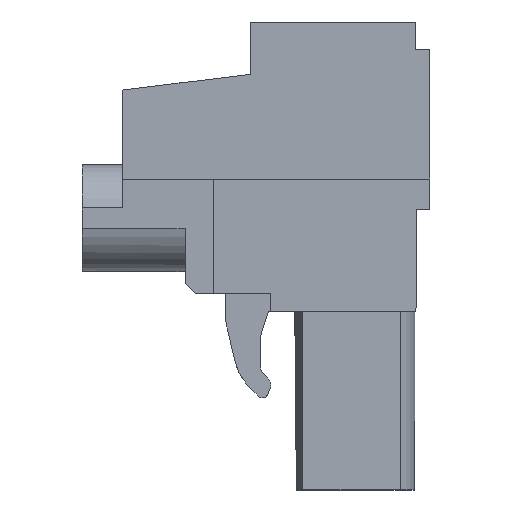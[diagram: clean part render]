
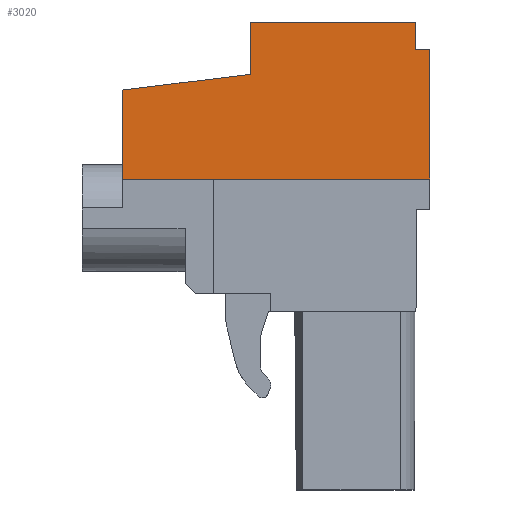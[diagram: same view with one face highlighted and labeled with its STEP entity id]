
A CAD part, left-side view. The second image highlights one B-rep face of the part: STEP entity #3020.
In plain terms, the highlighted planar face has unit normal (-1, 0, 0).
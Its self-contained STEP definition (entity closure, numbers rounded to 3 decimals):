
#2968=AXIS2_PLACEMENT_3D('Plane Axis2P3D',#2965,#2966,#2967) ;
#363=CARTESIAN_POINT('Vertex',(0.,0.,21.9)) ;
#366=CARTESIAN_POINT('Line Origine',(0.,0.,18.675)) ;
#370=CARTESIAN_POINT('Vertex',(0.,0.,15.45)) ;
#2949=CARTESIAN_POINT('Vertex',(0.,0.7,21.9)) ;
#2952=CARTESIAN_POINT('Line Origine',(0.,0.35,21.9)) ;
#2965=CARTESIAN_POINT('Axis2P3D Location',(0.,0.,0.)) ;
#2970=CARTESIAN_POINT('Line Origine',(0.,0.7,22.575)) ;
#2974=CARTESIAN_POINT('Vertex',(0.,0.7,23.25)) ;
#2977=CARTESIAN_POINT('Line Origine',(0.,4.8,23.25)) ;
#2981=CARTESIAN_POINT('Vertex',(0.,8.9,23.25)) ;
#2984=CARTESIAN_POINT('Line Origine',(0.,8.9,21.95)) ;
#2988=CARTESIAN_POINT('Vertex',(0.,8.9,20.65)) ;
#2991=CARTESIAN_POINT('Line Origine',(0.,12.075,20.26)) ;
#2995=CARTESIAN_POINT('Vertex',(0.,15.25,19.87)) ;
#2998=CARTESIAN_POINT('Line Origine',(0.,15.25,17.66)) ;
#3002=CARTESIAN_POINT('Vertex',(0.,15.25,15.45)) ;
#3005=CARTESIAN_POINT('Line Origine',(0.,7.625,15.45)) ;
#367=DIRECTION('Vector Direction',(0.,0.,-1.)) ;
#2953=DIRECTION('Vector Direction',(0.,-1.,0.)) ;
#2966=DIRECTION('Axis2P3D Direction',(-1.,0.,0.)) ;
#2967=DIRECTION('Axis2P3D XDirection',(0.,0.,1.)) ;
#2971=DIRECTION('Vector Direction',(0.,0.,-1.)) ;
#2978=DIRECTION('Vector Direction',(0.,-1.,0.)) ;
#2985=DIRECTION('Vector Direction',(0.,0.,1.)) ;
#2992=DIRECTION('Vector Direction',(0.,-0.993,0.122)) ;
#2999=DIRECTION('Vector Direction',(0.,0.,-1.)) ;
#3006=DIRECTION('Vector Direction',(0.,-1.,0.)) ;
#368=VECTOR('Line Direction',#367,1.) ;
#2954=VECTOR('Line Direction',#2953,1.) ;
#2972=VECTOR('Line Direction',#2971,1.) ;
#2979=VECTOR('Line Direction',#2978,1.) ;
#2986=VECTOR('Line Direction',#2985,1.) ;
#2993=VECTOR('Line Direction',#2992,1.) ;
#3000=VECTOR('Line Direction',#2999,1.) ;
#3007=VECTOR('Line Direction',#3006,1.) ;
#3011=ORIENTED_EDGE('',*,*,#372,.T.) ;
#3012=ORIENTED_EDGE('',*,*,#2956,.T.) ;
#3013=ORIENTED_EDGE('',*,*,#2976,.T.) ;
#3014=ORIENTED_EDGE('',*,*,#2983,.T.) ;
#3015=ORIENTED_EDGE('',*,*,#2990,.T.) ;
#3016=ORIENTED_EDGE('',*,*,#2997,.T.) ;
#3017=ORIENTED_EDGE('',*,*,#3004,.T.) ;
#3018=ORIENTED_EDGE('',*,*,#3009,.F.) ;
#3020=ADVANCED_FACE('HOUSING',(#3019),#2969,.T.) ;
#372=EDGE_CURVE('',#371,#364,#369,.F.) ;
#2956=EDGE_CURVE('',#364,#2950,#2955,.F.) ;
#2976=EDGE_CURVE('',#2950,#2975,#2973,.F.) ;
#2983=EDGE_CURVE('',#2975,#2982,#2980,.F.) ;
#2990=EDGE_CURVE('',#2982,#2989,#2987,.F.) ;
#2997=EDGE_CURVE('',#2989,#2996,#2994,.F.) ;
#3004=EDGE_CURVE('',#2996,#3003,#3001,.T.) ;
#3009=EDGE_CURVE('',#371,#3003,#3008,.F.) ;
#3010=EDGE_LOOP('',(#3011,#3012,#3013,#3014,#3015,#3016,#3017,#3018)) ;
#3019=FACE_OUTER_BOUND('',#3010,.T.) ;
#369=LINE('Line',#366,#368) ;
#2955=LINE('Line',#2952,#2954) ;
#2973=LINE('Line',#2970,#2972) ;
#2980=LINE('Line',#2977,#2979) ;
#2987=LINE('Line',#2984,#2986) ;
#2994=LINE('Line',#2991,#2993) ;
#3001=LINE('Line',#2998,#3000) ;
#3008=LINE('Line',#3005,#3007) ;
#2969=PLANE('',#2968) ;
#364=VERTEX_POINT('',#363) ;
#371=VERTEX_POINT('',#370) ;
#2950=VERTEX_POINT('',#2949) ;
#2975=VERTEX_POINT('',#2974) ;
#2982=VERTEX_POINT('',#2981) ;
#2989=VERTEX_POINT('',#2988) ;
#2996=VERTEX_POINT('',#2995) ;
#3003=VERTEX_POINT('',#3002) ;
